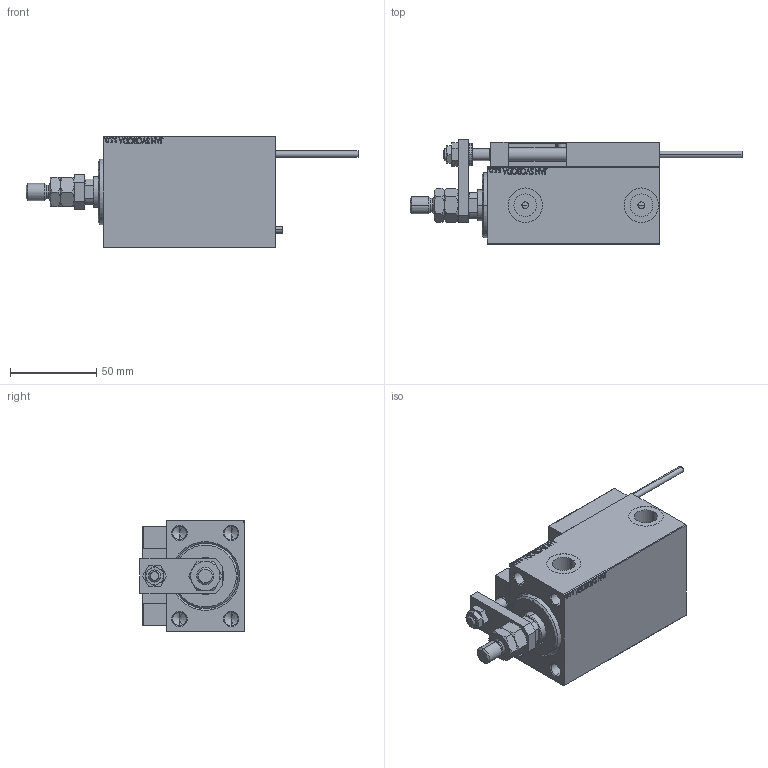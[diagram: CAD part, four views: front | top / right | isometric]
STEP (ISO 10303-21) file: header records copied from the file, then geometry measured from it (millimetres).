
FILE_DESCRIPTION (( 'STEP AP203' ), '1' );
FILE_NAME ('2347.STEP', '2021-03-18T16:52:13', ( '' ), ( '' ), 'SwSTEP 2.0', 'SolidWorks 2019', '' );
FILE_SCHEMA (( 'CONFIG_CONTROL_DESIGN' ));
Length unit declared in the file: millimetre
Products named in the file (17): SWITCH_X_FRONT_BACK 2c963937131807d87e6771e5acc781a0; NUT_D12 2c963937131807d87e6771e5acc781a0; V450CM_VC_B 2c963937131807d87e6771e5acc781a0; V450CM_B 2c963937131807d87e6771e5acc781a0; X_Y_MTA 2c963937131807d87e6771e5acc781a0; ZARAZKA 2c963937131807d87e6771e5acc781a0; KONCOVKA 2c963937131807d87e6771e5acc781a0; ALLEN BOLT D5 2c963937131807d87e6771e5acc781a0; Block 2c963937131807d87e6771e5acc781a0; 2347; SWITCH DIM B,W 2c963937131807d87e6771e5acc781a0; NUT_D10 2c963937131807d87e6771e5acc781a0; TYC_L79 2c963937131807d87e6771e5acc781a0; MAGNET 2c963937131807d87e6771e5acc781a0; ALLEN BOLT D8 2c963937131807d87e6771e5acc781a0; V450CM_B_VCP 2c963937131807d87e6771e5acc781a0; SWITCH X 2c963937131807d87e6771e5acc781a0
Assembly tree (26 placements, depth 3):
  2347
    V450CM_B 2c963937131807d87e6771e5acc781a0
    V450CM_B_VCP 2c963937131807d87e6771e5acc781a0
    SWITCH X 2c963937131807d87e6771e5acc781a0
      SWITCH_X_FRONT_BACK 2c963937131807d87e6771e5acc781a0  x2
      TYC_L79 2c963937131807d87e6771e5acc781a0
      Block 2c963937131807d87e6771e5acc781a0  x2
      ALLEN BOLT D5 2c963937131807d87e6771e5acc781a0  x4
      ALLEN BOLT D8 2c963937131807d87e6771e5acc781a0  x4
      MAGNET 2c963937131807d87e6771e5acc781a0  x2
      KONCOVKA 2c963937131807d87e6771e5acc781a0  x2
    NUT_D10 2c963937131807d87e6771e5acc781a0
    NUT_D12 2c963937131807d87e6771e5acc781a0
    SWITCH DIM B,W 2c963937131807d87e6771e5acc781a0
    ZARAZKA 2c963937131807d87e6771e5acc781a0
    V450CM_VC_B 2c963937131807d87e6771e5acc781a0
    X_Y_MTA 2c963937131807d87e6771e5acc781a0
Bounding box: 193 x 60.5 x 65 mm (x, y, z)
Volume: 321838.7 mm3; surface area: 80223.6 mm2
Topology: 25 solids, 25 shells, 1381 faces, 3292 edges, 2076 vertices
Faces by surface type: plane 580, bspline 380, cylinder 198, cone 173, torus 46, sphere 4
Entity records: 53412 total; most frequent: CARTESIAN_POINT 26942, ORIENTED_EDGE 5572, DIRECTION 3863, EDGE_CURVE 2786, VERTEX_POINT 1800, LINE 1561, VECTOR 1561, EDGE_LOOP 1292
